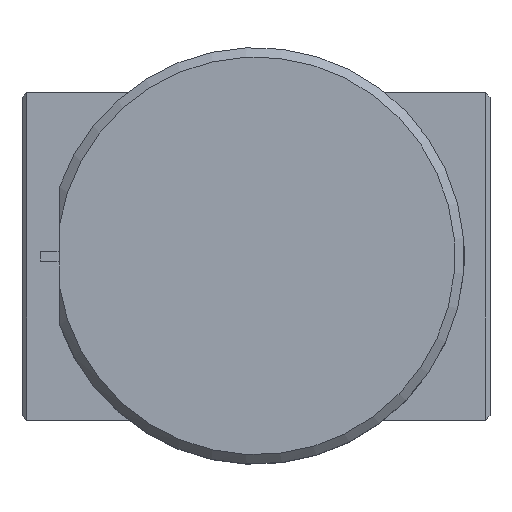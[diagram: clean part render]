
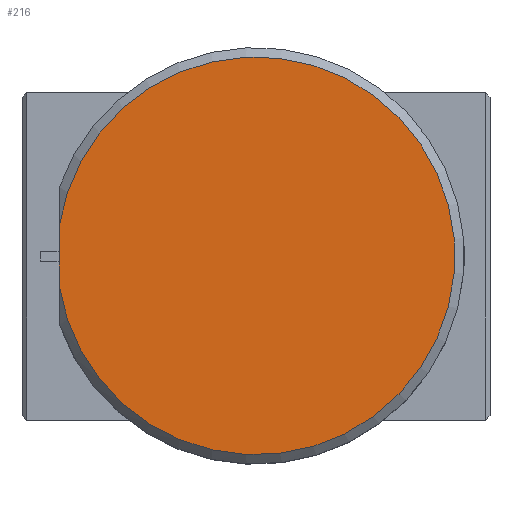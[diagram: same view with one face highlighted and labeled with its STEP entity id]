
A CAD part, top view. The second image highlights one B-rep face of the part: STEP entity #216.
In plain terms, the highlighted face is planar.
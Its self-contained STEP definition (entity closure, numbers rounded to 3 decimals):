
#216 = ADVANCED_FACE( '', ( #456 ), #457, .F. );
#456 = FACE_OUTER_BOUND( '', #788, .T. );
#457 = PLANE( '', #789 );
#788 = EDGE_LOOP( '', ( #1113, #1114 ) );
#789 = AXIS2_PLACEMENT_3D( '', #1115, #1116, #1117 );
#1113 = ORIENTED_EDGE( '', *, *, #1754, .F. );
#1114 = ORIENTED_EDGE( '', *, *, #1755, .T. );
#1115 = CARTESIAN_POINT( '', ( 12.5, 0., 0. ) );
#1116 = DIRECTION( '', ( -1., 0., 0. ) );
#1117 = DIRECTION( '', ( 0., 0., 1. ) );
#1754 = EDGE_CURVE( '', #2010, #2011, #2012, .T. );
#1755 = EDGE_CURVE( '', #2010, #2011, #2013, .F. );
#2010 = VERTEX_POINT( '', #2394 );
#2011 = VERTEX_POINT( '', #2395 );
#2012 = LINE( '', #2396, #2397 );
#2013 = CIRCLE( '', #2398, 21.25 );
#2394 = CARTESIAN_POINT( '', ( 12.5, -3.25, 21. ) );
#2395 = CARTESIAN_POINT( '', ( 12.5, 3.25, 21. ) );
#2396 = CARTESIAN_POINT( '', ( 12.5, -15., 21. ) );
#2397 = VECTOR( '', #2829, 1000. );
#2398 = AXIS2_PLACEMENT_3D( '', #2830, #2831, #2832 );
#2829 = DIRECTION( '', ( 0., 1., 0. ) );
#2830 = CARTESIAN_POINT( '', ( 12.5, 0., 0. ) );
#2831 = DIRECTION( '', ( -1., 0., 0. ) );
#2832 = DIRECTION( '', ( 0., 0., 1. ) );
